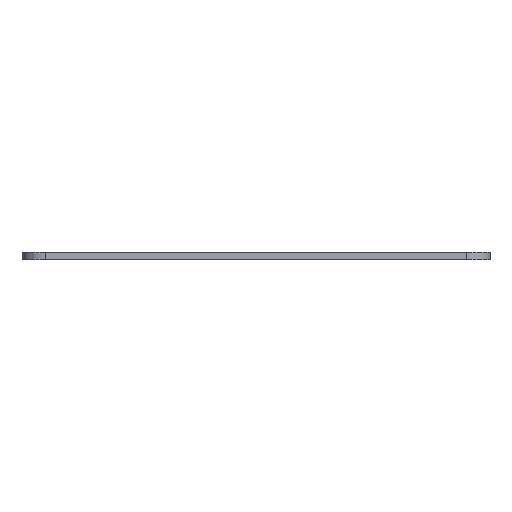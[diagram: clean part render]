
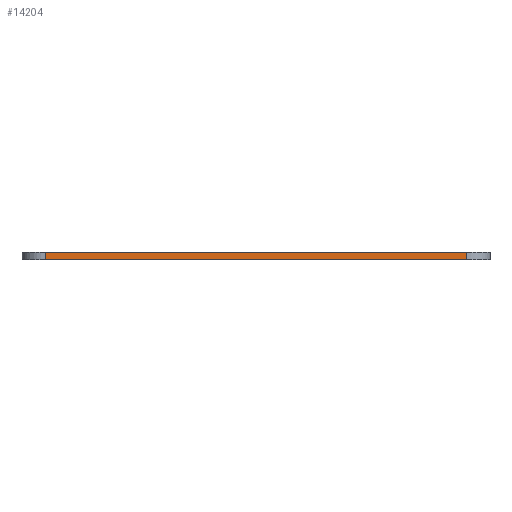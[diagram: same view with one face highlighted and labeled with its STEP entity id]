
A CAD part, left-side view. The second image highlights one B-rep face of the part: STEP entity #14204.
In plain terms, the highlighted planar face has unit normal (-1, 0, 0).
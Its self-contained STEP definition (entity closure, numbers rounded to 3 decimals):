
#2145=FACE_OUTER_BOUND('',#2959,.T.);
#2959=EDGE_LOOP('',(#12565,#12566,#12567,#12568));
#3991=LINE('',#27358,#5168);
#4078=LINE('',#27684,#5255);
#4079=LINE('',#27687,#5256);
#4080=LINE('',#27688,#5257);
#5168=VECTOR('',#16079,10.);
#5255=VECTOR('',#16336,10.);
#5256=VECTOR('',#16339,10.);
#5257=VECTOR('',#16340,10.);
#6609=VERTEX_POINT('',#27355);
#6610=VERTEX_POINT('',#27357);
#6763=VERTEX_POINT('',#27680);
#6765=VERTEX_POINT('',#27686);
#8592=EDGE_CURVE('',#6610,#6609,#3991,.T.);
#8750=EDGE_CURVE('',#6610,#6763,#4078,.T.);
#8751=EDGE_CURVE('',#6765,#6609,#4079,.T.);
#8752=EDGE_CURVE('',#6763,#6765,#4080,.T.);
#12565=ORIENTED_EDGE('',*,*,#8750,.F.);
#12566=ORIENTED_EDGE('',*,*,#8592,.T.);
#12567=ORIENTED_EDGE('',*,*,#8751,.F.);
#12568=ORIENTED_EDGE('',*,*,#8752,.F.);
#13521=PLANE('',#14637);
#14204=ADVANCED_FACE('',(#2145),#13521,.T.);
#14637=AXIS2_PLACEMENT_3D('',#27685,#16337,#16338);
#16079=DIRECTION('',(0.,-1.,0.));
#16336=DIRECTION('',(0.,0.,1.));
#16337=DIRECTION('center_axis',(-1.,0.,0.));
#16338=DIRECTION('ref_axis',(0.,-1.,0.));
#16339=DIRECTION('',(0.,0.,-1.));
#16340=DIRECTION('',(0.,-1.,0.));
#27355=CARTESIAN_POINT('',(-32.132,-6.216,0.));
#27357=CARTESIAN_POINT('',(-32.132,83.784,0.));
#27358=CARTESIAN_POINT('',(-32.132,88.784,0.));
#27680=CARTESIAN_POINT('',(-32.132,83.784,1.5));
#27684=CARTESIAN_POINT('',(-32.132,83.784,0.));
#27685=CARTESIAN_POINT('Origin',(-32.132,88.784,0.));
#27686=CARTESIAN_POINT('',(-32.132,-6.216,1.5));
#27687=CARTESIAN_POINT('',(-32.132,-6.216,0.));
#27688=CARTESIAN_POINT('',(-32.132,88.784,1.5));
